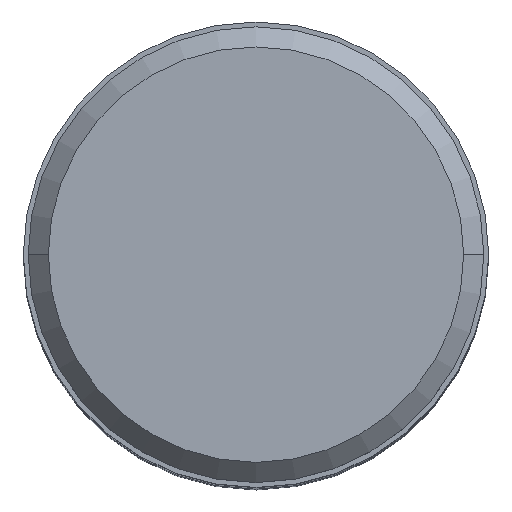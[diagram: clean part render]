
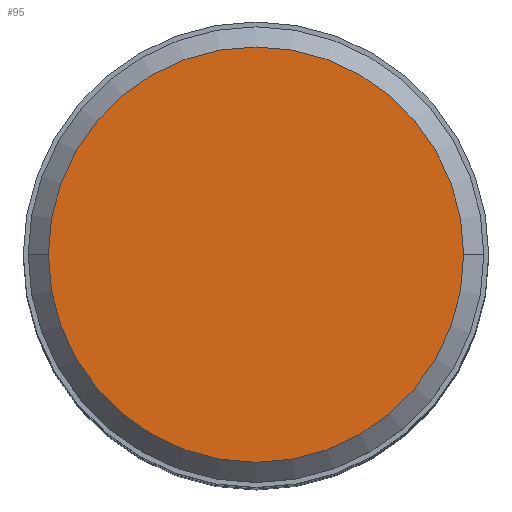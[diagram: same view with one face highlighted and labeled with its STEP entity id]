
A CAD part, top view. The second image highlights one B-rep face of the part: STEP entity #95.
In plain terms, the highlighted planar face has unit normal (0, 0, 1).
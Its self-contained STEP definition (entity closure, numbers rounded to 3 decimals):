
#44=PLANE('',#863);
#95=ADVANCED_FACE('',(#156),#44,.F.);
#156=FACE_OUTER_BOUND('',#204,.T.);
#204=EDGE_LOOP('',(#300,#301));
#300=ORIENTED_EDGE('',*,*,#514,.T.);
#301=ORIENTED_EDGE('',*,*,#515,.T.);
#446=VERTEX_POINT('',#1302);
#447=VERTEX_POINT('',#1303);
#514=EDGE_CURVE('',#446,#447,#609,.T.);
#515=EDGE_CURVE('',#447,#446,#610,.T.);
#609=CIRCLE('',#861,22.665);
#610=CIRCLE('',#862,22.665);
#861=AXIS2_PLACEMENT_3D('',#1301,#1051,#1052);
#862=AXIS2_PLACEMENT_3D('',#1304,#1053,#1054);
#863=AXIS2_PLACEMENT_3D('',#1305,#1055,#1056);
#1051=DIRECTION('',(0.,0.,1.));
#1052=DIRECTION('',(1.,0.,0.));
#1053=DIRECTION('',(0.,0.,1.));
#1054=DIRECTION('',(-1.,0.,0.));
#1055=DIRECTION('',(0.,0.,-1.));
#1056=DIRECTION('',(1.,0.,0.));
#1301=CARTESIAN_POINT('',(0.,0.,43.66));
#1302=CARTESIAN_POINT('',(22.665,0.,43.66));
#1303=CARTESIAN_POINT('',(-22.665,0.,43.66));
#1304=CARTESIAN_POINT('',(0.,0.,43.66));
#1305=CARTESIAN_POINT('',(0.,0.,43.66));
